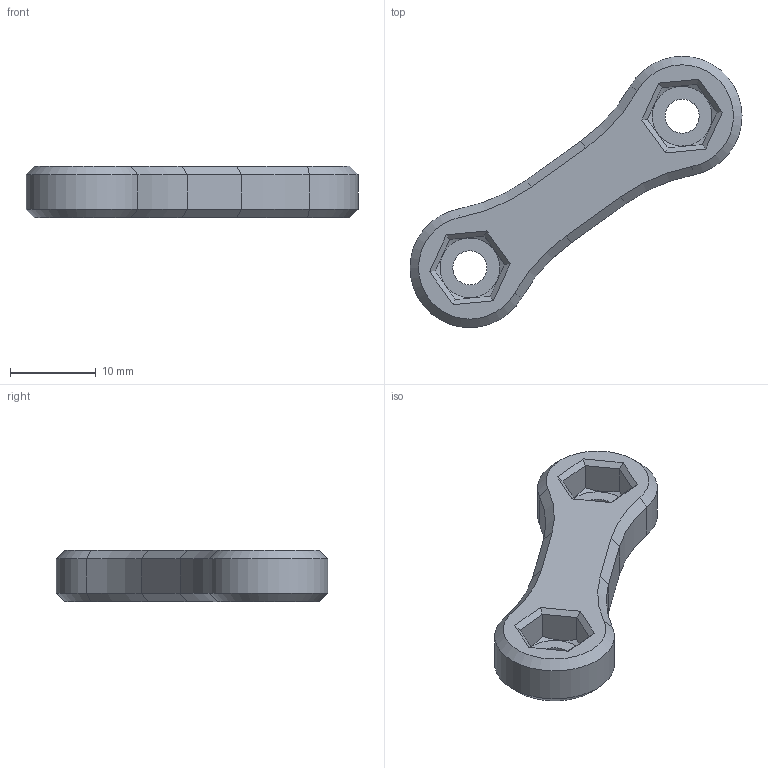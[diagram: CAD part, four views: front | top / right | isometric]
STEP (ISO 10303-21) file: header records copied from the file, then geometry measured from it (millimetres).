
FILE_DESCRIPTION(/* description */ ('','CAx-IF Rec.Pracs.---Representation and Presentation of Product Manufacturing Information (PMI)---4.0---2014-10-13'),/* implementation_level */ '2;1');
FILE_NAME(/* name */ 'OSSM - Base - PitClamp Mini_Dogbone Nuts_step.stp',/* time_stamp */ '2025-01-20T19:51:01-05:00',/* author */ (''),/* organization */ (''),/* preprocessor_version */ 'ST-DEVELOPER v20',/* originating_system */ 'Autodesk Translation Framework v13.20.0.188',/* authorisation */ '');
FILE_SCHEMA (('AP242_MANAGED_MODEL_BASED_3D_ENGINEERING_MIM_LF { 1 0 10303 442 1 1 4 }'));
Length unit declared in the file: millimetre
Products named in the file (1): Dogbone Nuts
Bounding box: 38.82 x 31.73 x 6 mm (x, y, z)
Volume: 2340 mm3; surface area: 1640.8 mm2
Topology: 1 solids, 1 shells, 56 faces, 126 edges, 74 vertices
Faces by surface type: plane 34, cone 14, cylinder 8
Full cylindrical faces by diameter (mm): 4 x2
Entity records: 1556 total; most frequent: CARTESIAN_POINT 281, DIRECTION 258, ORIENTED_EDGE 252, EDGE_CURVE 126, AXIS2_PLACEMENT_3D 87, LINE 84, VECTOR 84, VERTEX_POINT 74
